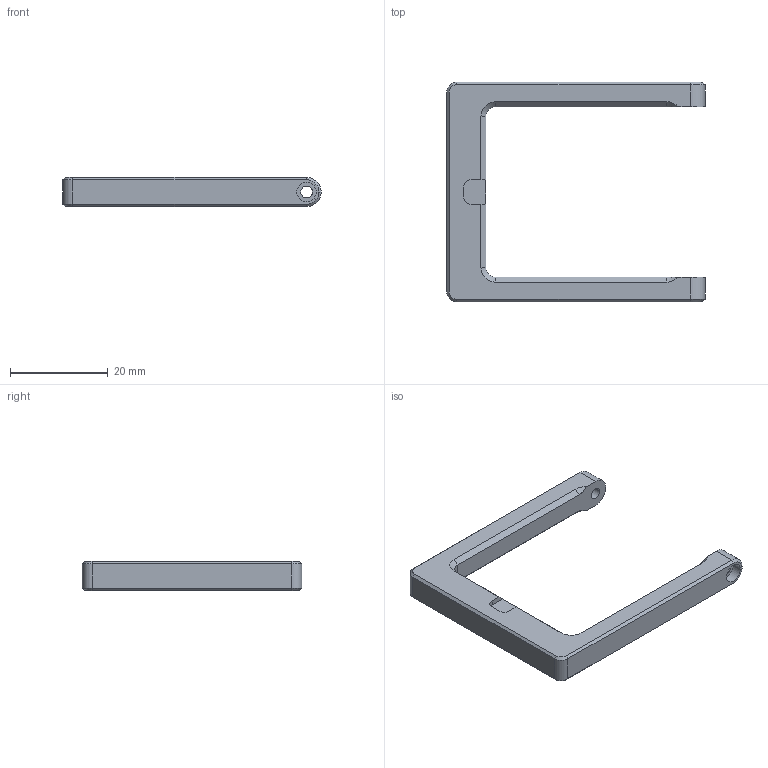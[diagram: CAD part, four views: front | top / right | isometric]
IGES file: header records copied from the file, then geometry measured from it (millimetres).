
Start section: START RECORD GO HERE.
Global section: file name: Boucle.igs; native system: DASSAULT SYSTEMES CATIA Version 5-6 Release 2016 - www.3ds.com; preprocessor: V5-6R2016_5.26.0.0.10-09-2015.18.00; author: Romain; organization: Romain-THINK; date: 20190604.200304; units: millimetre
Bounding box: 53 x 45 x 6 mm (x, y, z)
Surface area: 3143.3 mm2 (no closed solid volume)
Topology: 0 solids, 0 shells, 61 faces, 300 edges, 303 vertices
Faces by surface type: revolution 34, plane 27
